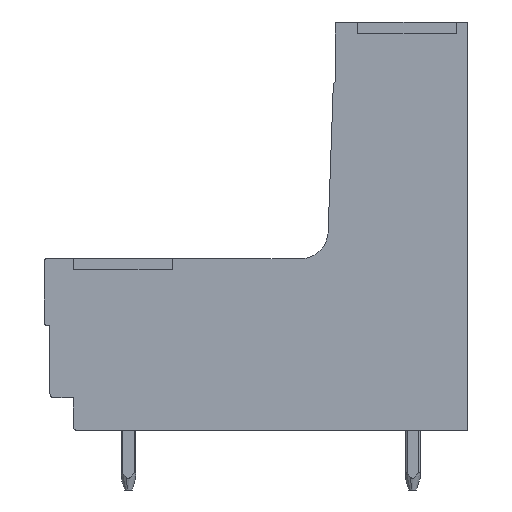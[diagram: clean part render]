
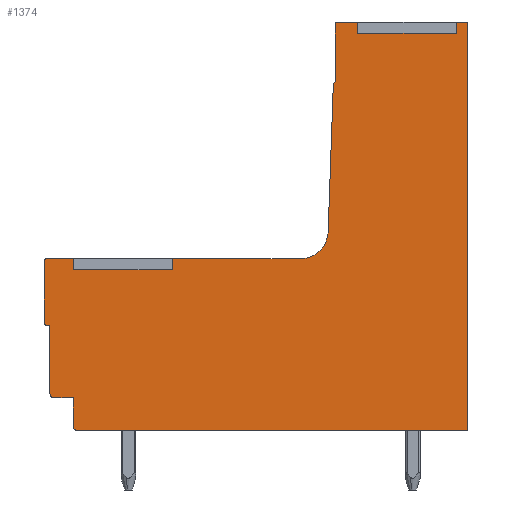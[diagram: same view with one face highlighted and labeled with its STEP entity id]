
A CAD part, left-side view. The second image highlights one B-rep face of the part: STEP entity #1374.
In plain terms, the highlighted planar face has unit normal (-1, 0, 0).
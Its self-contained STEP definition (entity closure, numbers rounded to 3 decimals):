
#1217=AXIS2_PLACEMENT_3D('Plane Axis2P3D',#1214,#1215,#1216) ;
#1228=AXIS2_PLACEMENT_3D('Circle Axis2P3D',#1226,#1227,$) ;
#1242=AXIS2_PLACEMENT_3D('Circle Axis2P3D',#1240,#1241,$) ;
#1256=AXIS2_PLACEMENT_3D('Circle Axis2P3D',#1254,#1255,$) ;
#1275=AXIS2_PLACEMENT_3D('Circle Axis2P3D',#1273,#1274,$) ;
#1289=AXIS2_PLACEMENT_3D('Circle Axis2P3D',#1287,#1288,$) ;
#1310=AXIS2_PLACEMENT_3D('Circle Axis2P3D',#1308,#1309,$) ;
#1331=AXIS2_PLACEMENT_3D('Circle Axis2P3D',#1329,#1330,$) ;
#36=CARTESIAN_POINT('Line Origine',(0.3,5.9,24.8)) ;
#40=CARTESIAN_POINT('Vertex',(0.3,5.9,25.1)) ;
#42=CARTESIAN_POINT('Vertex',(0.3,5.9,24.5)) ;
#76=CARTESIAN_POINT('Line Origine',(0.3,3.25,24.5)) ;
#80=CARTESIAN_POINT('Vertex',(0.3,0.6,24.5)) ;
#135=CARTESIAN_POINT('Vertex',(0.3,0.6,25.1)) ;
#155=CARTESIAN_POINT('Line Origine',(0.3,0.6,24.8)) ;
#172=CARTESIAN_POINT('Line Origine',(0.3,21.14,12.1)) ;
#176=CARTESIAN_POINT('Vertex',(0.3,21.14,12.4)) ;
#178=CARTESIAN_POINT('Vertex',(0.3,21.14,11.8)) ;
#212=CARTESIAN_POINT('Line Origine',(0.3,18.49,11.8)) ;
#216=CARTESIAN_POINT('Vertex',(0.3,15.84,11.8)) ;
#266=CARTESIAN_POINT('Vertex',(0.3,15.84,12.4)) ;
#286=CARTESIAN_POINT('Line Origine',(0.3,15.84,12.1)) ;
#356=CARTESIAN_POINT('Vertex',(0.3,0.,3.2)) ;
#359=CARTESIAN_POINT('Line Origine',(0.3,10.47,3.2)) ;
#363=CARTESIAN_POINT('Vertex',(0.3,20.94,3.2)) ;
#1214=CARTESIAN_POINT('Axis2P3D Location',(0.3,0.,0.)) ;
#1219=CARTESIAN_POINT('Line Origine',(0.3,6.45,25.1)) ;
#1223=CARTESIAN_POINT('Vertex',(0.3,7.,25.1)) ;
#1226=CARTESIAN_POINT('Axis2P3D Location',(0.3,7.,25.)) ;
#1230=CARTESIAN_POINT('Vertex',(0.3,7.1,25.)) ;
#1233=CARTESIAN_POINT('Line Origine',(0.3,7.1,23.45)) ;
#1237=CARTESIAN_POINT('Vertex',(0.3,7.1,21.9)) ;
#1240=CARTESIAN_POINT('Axis2P3D Location',(0.3,6.952,21.694)) ;
#1244=CARTESIAN_POINT('Vertex',(0.3,7.206,21.705)) ;
#1247=CARTESIAN_POINT('Line Origine',(0.3,7.343,17.776)) ;
#1251=CARTESIAN_POINT('Vertex',(0.3,7.48,13.848)) ;
#1254=CARTESIAN_POINT('Axis2P3D Location',(0.3,8.979,13.9)) ;
#1258=CARTESIAN_POINT('Vertex',(0.3,8.979,12.4)) ;
#1261=CARTESIAN_POINT('Line Origine',(0.3,12.41,12.4)) ;
#1266=CARTESIAN_POINT('Line Origine',(0.3,21.87,12.4)) ;
#1270=CARTESIAN_POINT('Vertex',(0.3,22.6,12.4)) ;
#1273=CARTESIAN_POINT('Axis2P3D Location',(0.3,22.6,12.3)) ;
#1277=CARTESIAN_POINT('Vertex',(0.3,22.7,12.3)) ;
#1280=CARTESIAN_POINT('Line Origine',(0.3,22.7,10.65)) ;
#1284=CARTESIAN_POINT('Vertex',(0.3,22.7,9.)) ;
#1287=CARTESIAN_POINT('Axis2P3D Location',(0.3,22.5,9.)) ;
#1291=CARTESIAN_POINT('Vertex',(0.3,22.5,8.8)) ;
#1294=CARTESIAN_POINT('Line Origine',(0.3,22.45,8.8)) ;
#1298=CARTESIAN_POINT('Vertex',(0.3,22.4,8.8)) ;
#1301=CARTESIAN_POINT('Line Origine',(0.3,22.4,6.975)) ;
#1305=CARTESIAN_POINT('Vertex',(0.3,22.4,5.15)) ;
#1308=CARTESIAN_POINT('Axis2P3D Location',(0.3,22.2,5.15)) ;
#1312=CARTESIAN_POINT('Vertex',(0.3,22.2,4.95)) ;
#1315=CARTESIAN_POINT('Line Origine',(0.3,21.67,4.95)) ;
#1319=CARTESIAN_POINT('Vertex',(0.3,21.14,4.95)) ;
#1322=CARTESIAN_POINT('Line Origine',(0.3,21.14,4.175)) ;
#1326=CARTESIAN_POINT('Vertex',(0.3,21.14,3.4)) ;
#1329=CARTESIAN_POINT('Axis2P3D Location',(0.3,20.94,3.4)) ;
#1334=CARTESIAN_POINT('Line Origine',(0.3,0.,14.15)) ;
#1338=CARTESIAN_POINT('Vertex',(0.3,0.,25.1)) ;
#1341=CARTESIAN_POINT('Line Origine',(0.3,0.3,25.1)) ;
#37=DIRECTION('Vector Direction',(0.,0.,1.)) ;
#77=DIRECTION('Vector Direction',(0.,1.,0.)) ;
#156=DIRECTION('Vector Direction',(0.,0.,-1.)) ;
#173=DIRECTION('Vector Direction',(0.,0.,1.)) ;
#213=DIRECTION('Vector Direction',(0.,1.,0.)) ;
#287=DIRECTION('Vector Direction',(0.,0.,-1.)) ;
#360=DIRECTION('Vector Direction',(0.,1.,0.)) ;
#1215=DIRECTION('Axis2P3D Direction',(-1.,0.,0.)) ;
#1216=DIRECTION('Axis2P3D XDirection',(0.,0.,1.)) ;
#1220=DIRECTION('Vector Direction',(0.,-1.,0.)) ;
#1227=DIRECTION('Axis2P3D Direction',(-1.,0.,0.)) ;
#1234=DIRECTION('Vector Direction',(0.,0.,1.)) ;
#1241=DIRECTION('Axis2P3D Direction',(-1.,0.,0.)) ;
#1248=DIRECTION('Vector Direction',(0.,-0.035,0.999)) ;
#1255=DIRECTION('Axis2P3D Direction',(-1.,0.,0.)) ;
#1262=DIRECTION('Vector Direction',(0.,-1.,0.)) ;
#1267=DIRECTION('Vector Direction',(0.,-1.,0.)) ;
#1274=DIRECTION('Axis2P3D Direction',(-1.,0.,0.)) ;
#1281=DIRECTION('Vector Direction',(0.,0.,1.)) ;
#1288=DIRECTION('Axis2P3D Direction',(-1.,0.,0.)) ;
#1295=DIRECTION('Vector Direction',(0.,1.,0.)) ;
#1302=DIRECTION('Vector Direction',(0.,0.,1.)) ;
#1309=DIRECTION('Axis2P3D Direction',(-1.,0.,0.)) ;
#1316=DIRECTION('Vector Direction',(0.,1.,0.)) ;
#1323=DIRECTION('Vector Direction',(0.,0.,1.)) ;
#1330=DIRECTION('Axis2P3D Direction',(-1.,0.,0.)) ;
#1335=DIRECTION('Vector Direction',(0.,0.,-1.)) ;
#1342=DIRECTION('Vector Direction',(0.,-1.,0.)) ;
#38=VECTOR('Line Direction',#37,1.) ;
#78=VECTOR('Line Direction',#77,1.) ;
#157=VECTOR('Line Direction',#156,1.) ;
#174=VECTOR('Line Direction',#173,1.) ;
#214=VECTOR('Line Direction',#213,1.) ;
#288=VECTOR('Line Direction',#287,1.) ;
#361=VECTOR('Line Direction',#360,1.) ;
#1221=VECTOR('Line Direction',#1220,1.) ;
#1235=VECTOR('Line Direction',#1234,1.) ;
#1249=VECTOR('Line Direction',#1248,1.) ;
#1263=VECTOR('Line Direction',#1262,1.) ;
#1268=VECTOR('Line Direction',#1267,1.) ;
#1282=VECTOR('Line Direction',#1281,1.) ;
#1296=VECTOR('Line Direction',#1295,1.) ;
#1303=VECTOR('Line Direction',#1302,1.) ;
#1317=VECTOR('Line Direction',#1316,1.) ;
#1324=VECTOR('Line Direction',#1323,1.) ;
#1336=VECTOR('Line Direction',#1335,1.) ;
#1343=VECTOR('Line Direction',#1342,1.) ;
#1347=ORIENTED_EDGE('',*,*,#1225,.T.) ;
#1348=ORIENTED_EDGE('',*,*,#1232,.T.) ;
#1349=ORIENTED_EDGE('',*,*,#1239,.T.) ;
#1350=ORIENTED_EDGE('',*,*,#1246,.T.) ;
#1351=ORIENTED_EDGE('',*,*,#1253,.T.) ;
#1352=ORIENTED_EDGE('',*,*,#1260,.T.) ;
#1353=ORIENTED_EDGE('',*,*,#1265,.T.) ;
#1354=ORIENTED_EDGE('',*,*,#290,.F.) ;
#1355=ORIENTED_EDGE('',*,*,#218,.F.) ;
#1356=ORIENTED_EDGE('',*,*,#180,.F.) ;
#1357=ORIENTED_EDGE('',*,*,#1272,.T.) ;
#1358=ORIENTED_EDGE('',*,*,#1279,.T.) ;
#1359=ORIENTED_EDGE('',*,*,#1286,.T.) ;
#1360=ORIENTED_EDGE('',*,*,#1293,.T.) ;
#1361=ORIENTED_EDGE('',*,*,#1300,.T.) ;
#1362=ORIENTED_EDGE('',*,*,#1307,.T.) ;
#1363=ORIENTED_EDGE('',*,*,#1314,.T.) ;
#1364=ORIENTED_EDGE('',*,*,#1321,.T.) ;
#1365=ORIENTED_EDGE('',*,*,#1328,.T.) ;
#1366=ORIENTED_EDGE('',*,*,#1333,.T.) ;
#1367=ORIENTED_EDGE('',*,*,#365,.T.) ;
#1368=ORIENTED_EDGE('',*,*,#1340,.T.) ;
#1369=ORIENTED_EDGE('',*,*,#1345,.T.) ;
#1370=ORIENTED_EDGE('',*,*,#159,.F.) ;
#1371=ORIENTED_EDGE('',*,*,#82,.F.) ;
#1372=ORIENTED_EDGE('',*,*,#44,.F.) ;
#1374=ADVANCED_FACE('HOUSING',(#1373),#1218,.T.) ;
#1229=CIRCLE('generated circle',#1228,0.1) ;
#1243=CIRCLE('generated circle',#1242,0.253) ;
#1257=CIRCLE('generated circle',#1256,1.5) ;
#1276=CIRCLE('generated circle',#1275,0.1) ;
#1290=CIRCLE('generated circle',#1289,0.2) ;
#1311=CIRCLE('generated circle',#1310,0.2) ;
#1332=CIRCLE('generated circle',#1331,0.2) ;
#44=EDGE_CURVE('',#41,#43,#39,.F.) ;
#82=EDGE_CURVE('',#43,#81,#79,.F.) ;
#159=EDGE_CURVE('',#81,#136,#158,.F.) ;
#180=EDGE_CURVE('',#177,#179,#175,.F.) ;
#218=EDGE_CURVE('',#179,#217,#215,.F.) ;
#290=EDGE_CURVE('',#217,#267,#289,.F.) ;
#365=EDGE_CURVE('',#364,#357,#362,.F.) ;
#1225=EDGE_CURVE('',#41,#1224,#1222,.F.) ;
#1232=EDGE_CURVE('',#1224,#1231,#1229,.T.) ;
#1239=EDGE_CURVE('',#1231,#1238,#1236,.F.) ;
#1246=EDGE_CURVE('',#1238,#1245,#1243,.T.) ;
#1253=EDGE_CURVE('',#1245,#1252,#1250,.F.) ;
#1260=EDGE_CURVE('',#1252,#1259,#1257,.F.) ;
#1265=EDGE_CURVE('',#1259,#267,#1264,.F.) ;
#1272=EDGE_CURVE('',#177,#1271,#1269,.F.) ;
#1279=EDGE_CURVE('',#1271,#1278,#1276,.T.) ;
#1286=EDGE_CURVE('',#1278,#1285,#1283,.F.) ;
#1293=EDGE_CURVE('',#1285,#1292,#1290,.T.) ;
#1300=EDGE_CURVE('',#1292,#1299,#1297,.F.) ;
#1307=EDGE_CURVE('',#1299,#1306,#1304,.F.) ;
#1314=EDGE_CURVE('',#1306,#1313,#1311,.T.) ;
#1321=EDGE_CURVE('',#1313,#1320,#1318,.F.) ;
#1328=EDGE_CURVE('',#1320,#1327,#1325,.F.) ;
#1333=EDGE_CURVE('',#1327,#364,#1332,.T.) ;
#1340=EDGE_CURVE('',#357,#1339,#1337,.F.) ;
#1345=EDGE_CURVE('',#1339,#136,#1344,.F.) ;
#1346=EDGE_LOOP('',(#1347,#1348,#1349,#1350,#1351,#1352,#1353,#1354,#1355,#1356,#1357,#1358,#1359,#1360,#1361,#1362,#1363,#1364,#1365,#1366,#1367,#1368,#1369,#1370,#1371,#1372)) ;
#1373=FACE_OUTER_BOUND('',#1346,.T.) ;
#39=LINE('Line',#36,#38) ;
#79=LINE('Line',#76,#78) ;
#158=LINE('Line',#155,#157) ;
#175=LINE('Line',#172,#174) ;
#215=LINE('Line',#212,#214) ;
#289=LINE('Line',#286,#288) ;
#362=LINE('Line',#359,#361) ;
#1222=LINE('Line',#1219,#1221) ;
#1236=LINE('Line',#1233,#1235) ;
#1250=LINE('Line',#1247,#1249) ;
#1264=LINE('Line',#1261,#1263) ;
#1269=LINE('Line',#1266,#1268) ;
#1283=LINE('Line',#1280,#1282) ;
#1297=LINE('Line',#1294,#1296) ;
#1304=LINE('Line',#1301,#1303) ;
#1318=LINE('Line',#1315,#1317) ;
#1325=LINE('Line',#1322,#1324) ;
#1337=LINE('Line',#1334,#1336) ;
#1344=LINE('Line',#1341,#1343) ;
#1218=PLANE('',#1217) ;
#41=VERTEX_POINT('',#40) ;
#43=VERTEX_POINT('',#42) ;
#81=VERTEX_POINT('',#80) ;
#136=VERTEX_POINT('',#135) ;
#177=VERTEX_POINT('',#176) ;
#179=VERTEX_POINT('',#178) ;
#217=VERTEX_POINT('',#216) ;
#267=VERTEX_POINT('',#266) ;
#357=VERTEX_POINT('',#356) ;
#364=VERTEX_POINT('',#363) ;
#1224=VERTEX_POINT('',#1223) ;
#1231=VERTEX_POINT('',#1230) ;
#1238=VERTEX_POINT('',#1237) ;
#1245=VERTEX_POINT('',#1244) ;
#1252=VERTEX_POINT('',#1251) ;
#1259=VERTEX_POINT('',#1258) ;
#1271=VERTEX_POINT('',#1270) ;
#1278=VERTEX_POINT('',#1277) ;
#1285=VERTEX_POINT('',#1284) ;
#1292=VERTEX_POINT('',#1291) ;
#1299=VERTEX_POINT('',#1298) ;
#1306=VERTEX_POINT('',#1305) ;
#1313=VERTEX_POINT('',#1312) ;
#1320=VERTEX_POINT('',#1319) ;
#1327=VERTEX_POINT('',#1326) ;
#1339=VERTEX_POINT('',#1338) ;
